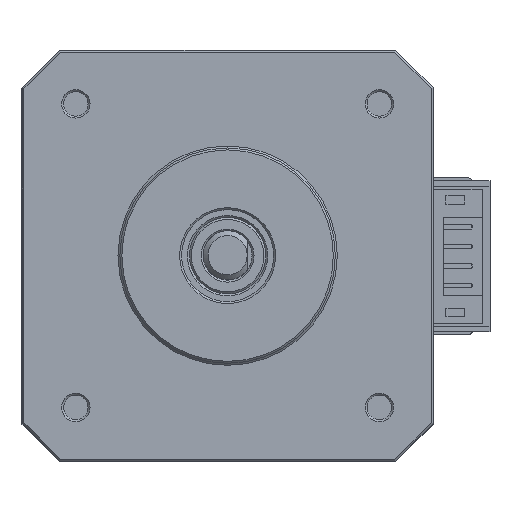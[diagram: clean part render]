
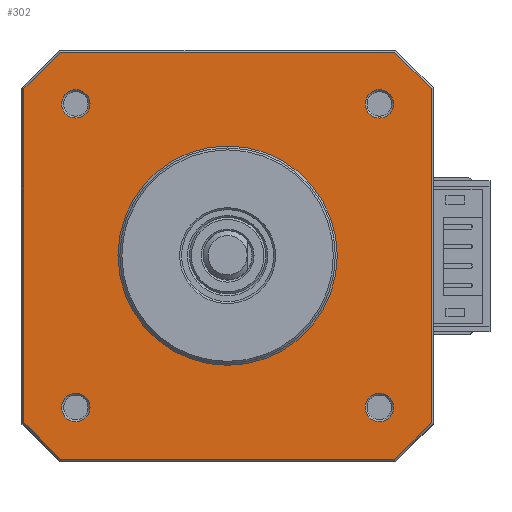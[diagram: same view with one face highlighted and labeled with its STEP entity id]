
A CAD part, top view. The second image highlights one B-rep face of the part: STEP entity #302.
In plain terms, the highlighted planar face has unit normal (0, 0, 1).
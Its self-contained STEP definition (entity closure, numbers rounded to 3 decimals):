
#93 = VERTEX_POINT('',#94);
#94 = CARTESIAN_POINT('',(-20.8,17.067,0.));
#102 = VERTEX_POINT('',#103);
#103 = CARTESIAN_POINT('',(-20.8,-17.067,0.));
#109 = EDGE_CURVE('',#93,#102,#110,.T.);
#110 = LINE('',#111,#112);
#111 = CARTESIAN_POINT('',(-20.8,17.15,0.));
#112 = VECTOR('',#113,1.);
#113 = DIRECTION('',(0.,-1.,0.));
#283 = VERTEX_POINT('',#284);
#284 = CARTESIAN_POINT('',(-17.067,20.8,0.));
#292 = EDGE_CURVE('',#283,#93,#293,.T.);
#293 = LINE('',#294,#295);
#294 = CARTESIAN_POINT('',(-17.009,20.859,0.));
#295 = VECTOR('',#296,1.);
#296 = DIRECTION('',(-0.707,-0.707,0.));
#302 = ADVANCED_FACE('',(#303,#353,#364,#375,#386,#397),#408,.T.);
#303 = FACE_BOUND('',#304,.T.);
#304 = EDGE_LOOP('',(#305,#306,#314,#322,#330,#338,#346,#352));
#305 = ORIENTED_EDGE('',*,*,#109,.T.);
#306 = ORIENTED_EDGE('',*,*,#307,.T.);
#307 = EDGE_CURVE('',#102,#308,#310,.T.);
#308 = VERTEX_POINT('',#309);
#309 = CARTESIAN_POINT('',(-17.067,-20.8,0.));
#310 = LINE('',#311,#312);
#311 = CARTESIAN_POINT('',(-20.859,-17.009,0.));
#312 = VECTOR('',#313,1.);
#313 = DIRECTION('',(0.707,-0.707,0.));
#314 = ORIENTED_EDGE('',*,*,#315,.T.);
#315 = EDGE_CURVE('',#308,#316,#318,.T.);
#316 = VERTEX_POINT('',#317);
#317 = CARTESIAN_POINT('',(17.067,-20.8,0.));
#318 = LINE('',#319,#320);
#319 = CARTESIAN_POINT('',(-17.15,-20.8,0.));
#320 = VECTOR('',#321,1.);
#321 = DIRECTION('',(1.,0.,0.));
#322 = ORIENTED_EDGE('',*,*,#323,.T.);
#323 = EDGE_CURVE('',#316,#324,#326,.T.);
#324 = VERTEX_POINT('',#325);
#325 = CARTESIAN_POINT('',(20.8,-17.067,0.));
#326 = LINE('',#327,#328);
#327 = CARTESIAN_POINT('',(17.009,-20.859,0.));
#328 = VECTOR('',#329,1.);
#329 = DIRECTION('',(0.707,0.707,0.));
#330 = ORIENTED_EDGE('',*,*,#331,.T.);
#331 = EDGE_CURVE('',#324,#332,#334,.T.);
#332 = VERTEX_POINT('',#333);
#333 = CARTESIAN_POINT('',(20.8,17.067,0.));
#334 = LINE('',#335,#336);
#335 = CARTESIAN_POINT('',(20.8,-17.15,0.));
#336 = VECTOR('',#337,1.);
#337 = DIRECTION('',(0.,1.,0.));
#338 = ORIENTED_EDGE('',*,*,#339,.T.);
#339 = EDGE_CURVE('',#332,#340,#342,.T.);
#340 = VERTEX_POINT('',#341);
#341 = CARTESIAN_POINT('',(17.067,20.8,0.));
#342 = LINE('',#343,#344);
#343 = CARTESIAN_POINT('',(20.859,17.009,0.));
#344 = VECTOR('',#345,1.);
#345 = DIRECTION('',(-0.707,0.707,0.));
#346 = ORIENTED_EDGE('',*,*,#347,.T.);
#347 = EDGE_CURVE('',#340,#283,#348,.T.);
#348 = LINE('',#349,#350);
#349 = CARTESIAN_POINT('',(17.15,20.8,0.));
#350 = VECTOR('',#351,1.);
#351 = DIRECTION('',(-1.,0.,0.));
#352 = ORIENTED_EDGE('',*,*,#292,.T.);
#353 = FACE_BOUND('',#354,.T.);
#354 = EDGE_LOOP('',(#355));
#355 = ORIENTED_EDGE('',*,*,#356,.F.);
#356 = EDGE_CURVE('',#357,#357,#359,.T.);
#357 = VERTEX_POINT('',#358);
#358 = CARTESIAN_POINT('',(-14.05,-15.5,0.));
#359 = CIRCLE('',#360,1.45);
#360 = AXIS2_PLACEMENT_3D('',#361,#362,#363);
#361 = CARTESIAN_POINT('',(-15.5,-15.5,0.));
#362 = DIRECTION('',(0.,0.,1.));
#363 = DIRECTION('',(1.,0.,-0.));
#364 = FACE_BOUND('',#365,.T.);
#365 = EDGE_LOOP('',(#366));
#366 = ORIENTED_EDGE('',*,*,#367,.F.);
#367 = EDGE_CURVE('',#368,#368,#370,.T.);
#368 = VERTEX_POINT('',#369);
#369 = CARTESIAN_POINT('',(-14.05,15.5,0.));
#370 = CIRCLE('',#371,1.45);
#371 = AXIS2_PLACEMENT_3D('',#372,#373,#374);
#372 = CARTESIAN_POINT('',(-15.5,15.5,0.));
#373 = DIRECTION('',(0.,0.,1.));
#374 = DIRECTION('',(1.,0.,-0.));
#375 = FACE_BOUND('',#376,.T.);
#376 = EDGE_LOOP('',(#377));
#377 = ORIENTED_EDGE('',*,*,#378,.F.);
#378 = EDGE_CURVE('',#379,#379,#381,.T.);
#379 = VERTEX_POINT('',#380);
#380 = CARTESIAN_POINT('',(11.2,0.,0.));
#381 = CIRCLE('',#382,11.2);
#382 = AXIS2_PLACEMENT_3D('',#383,#384,#385);
#383 = CARTESIAN_POINT('',(0.,0.,0.));
#384 = DIRECTION('',(0.,0.,1.));
#385 = DIRECTION('',(1.,0.,-0.));
#386 = FACE_BOUND('',#387,.T.);
#387 = EDGE_LOOP('',(#388));
#388 = ORIENTED_EDGE('',*,*,#389,.F.);
#389 = EDGE_CURVE('',#390,#390,#392,.T.);
#390 = VERTEX_POINT('',#391);
#391 = CARTESIAN_POINT('',(16.95,15.5,0.));
#392 = CIRCLE('',#393,1.45);
#393 = AXIS2_PLACEMENT_3D('',#394,#395,#396);
#394 = CARTESIAN_POINT('',(15.5,15.5,0.));
#395 = DIRECTION('',(0.,0.,1.));
#396 = DIRECTION('',(1.,0.,-0.));
#397 = FACE_BOUND('',#398,.T.);
#398 = EDGE_LOOP('',(#399));
#399 = ORIENTED_EDGE('',*,*,#400,.F.);
#400 = EDGE_CURVE('',#401,#401,#403,.T.);
#401 = VERTEX_POINT('',#402);
#402 = CARTESIAN_POINT('',(16.95,-15.5,0.));
#403 = CIRCLE('',#404,1.45);
#404 = AXIS2_PLACEMENT_3D('',#405,#406,#407);
#405 = CARTESIAN_POINT('',(15.5,-15.5,0.));
#406 = DIRECTION('',(0.,0.,1.));
#407 = DIRECTION('',(1.,0.,-0.));
#408 = PLANE('',#409);
#409 = AXIS2_PLACEMENT_3D('',#410,#411,#412);
#410 = CARTESIAN_POINT('',(0.,0.,0.));
#411 = DIRECTION('',(0.,0.,1.));
#412 = DIRECTION('',(1.,0.,-0.));
